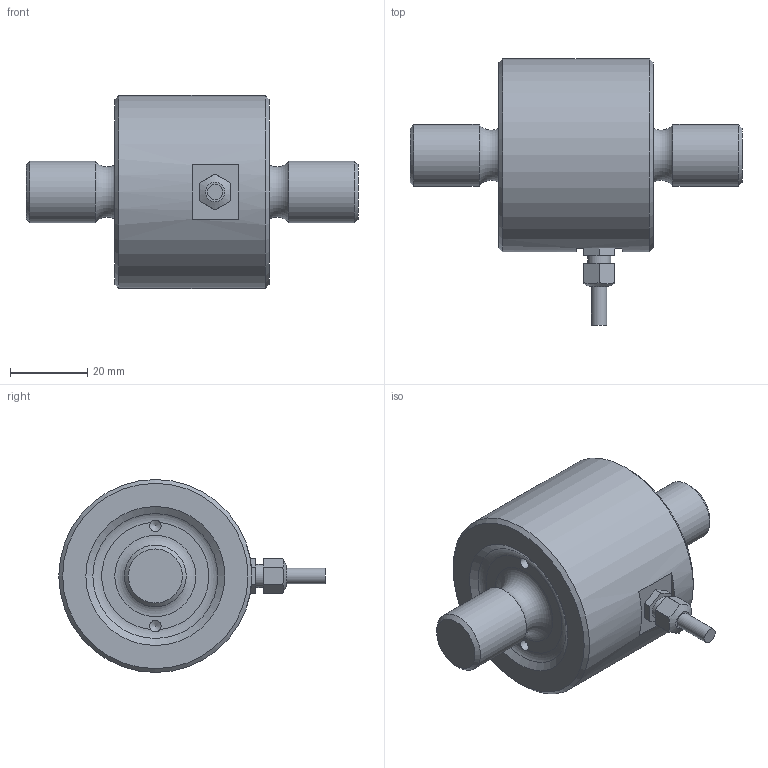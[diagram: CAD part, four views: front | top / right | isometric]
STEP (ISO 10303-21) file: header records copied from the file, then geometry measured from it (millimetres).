
FILE_DESCRIPTION(/* description */ (''),/* implementation_level */ '2;1');
FILE_NAME(/* name */ 'EMS20-50kN - model zostava.stp',/* time_stamp */ '2026-01-23T11:53:02+01:00',/* author */ ('Roman Zubák'),/* organization */ (''),/* preprocessor_version */ 'ST-DEVELOPER v20',/* originating_system */ 'Autodesk Inventor 2024',/* authorisation */ '');
FILE_SCHEMA (('AUTOMOTIVE_DESIGN { 1 0 10303 214 3 1 1 }'));
Length unit declared in the file: millimetre
Products named in the file (4): EMS20-50kN - model zostava; EMS20-50kN - model; Z-priechodka M6; Z-priechodka M6-kabel
Assembly tree (3 placements, depth 2):
  EMS20-50kN - model zostava
    EMS20-50kN - model
    Z-priechodka M6
    Z-priechodka M6-kabel
Bounding box: 86 x 69 x 50 mm (x, y, z)
Volume: 84645.6 mm3; surface area: 13561.4 mm2
Topology: 3 solids, 3 shells, 65 faces, 157 edges, 103 vertices
Faces by surface type: plane 28, cylinder 22, cone 11, torus 4
Full cylindrical faces by diameter (mm): 3 x2, 3.6 x1, 4 x1, 4.917 x1, 6 x2, 16 x2, 50 x1
Entity records: 2097 total; most frequent: CARTESIAN_POINT 370, DIRECTION 366, ORIENTED_EDGE 308, EDGE_CURVE 154, AXIS2_PLACEMENT_3D 149, VERTEX_POINT 103, CIRCLE 77, EDGE_LOOP 75
